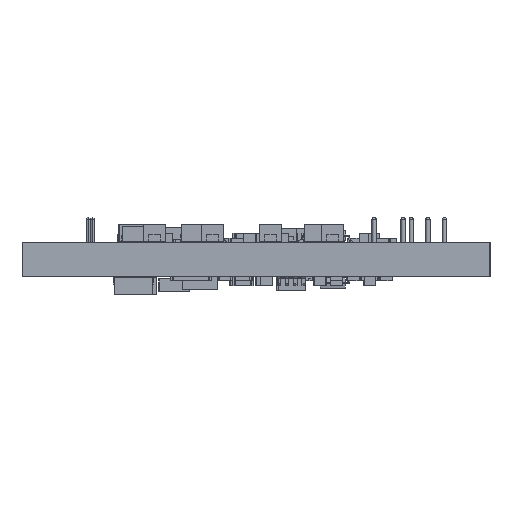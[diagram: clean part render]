
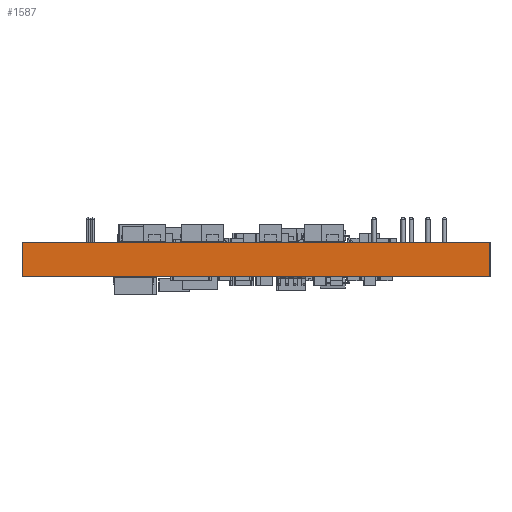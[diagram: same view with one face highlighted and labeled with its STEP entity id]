
A CAD part, left-side view. The second image highlights one B-rep face of the part: STEP entity #1587.
In plain terms, the highlighted planar face has unit normal (-1, 0, 0).
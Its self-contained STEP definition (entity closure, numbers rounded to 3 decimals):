
#1531 = VERTEX_POINT('',#1532);
#1532 = CARTESIAN_POINT('',(-66.04,29.21,2.616));
#1538 = EDGE_CURVE('',#1539,#1531,#1541,.T.);
#1539 = VERTEX_POINT('',#1540);
#1540 = CARTESIAN_POINT('',(-66.04,29.21,-2.616));
#1541 = LINE('',#1542,#1543);
#1542 = CARTESIAN_POINT('',(-66.04,29.21,-2.616));
#1543 = VECTOR('',#1544,1.);
#1544 = DIRECTION('',(0.,0.,1.));
#1587 = ADVANCED_FACE('',(#1588),#1613,.F.);
#1588 = FACE_BOUND('',#1589,.F.);
#1589 = EDGE_LOOP('',(#1590,#1591,#1599,#1607));
#1590 = ORIENTED_EDGE('',*,*,#1538,.T.);
#1591 = ORIENTED_EDGE('',*,*,#1592,.T.);
#1592 = EDGE_CURVE('',#1531,#1593,#1595,.T.);
#1593 = VERTEX_POINT('',#1594);
#1594 = CARTESIAN_POINT('',(-66.04,-42.545,2.616));
#1595 = LINE('',#1596,#1597);
#1596 = CARTESIAN_POINT('',(-66.04,29.21,2.616));
#1597 = VECTOR('',#1598,1.);
#1598 = DIRECTION('',(0.,-1.,0.));
#1599 = ORIENTED_EDGE('',*,*,#1600,.F.);
#1600 = EDGE_CURVE('',#1601,#1593,#1603,.T.);
#1601 = VERTEX_POINT('',#1602);
#1602 = CARTESIAN_POINT('',(-66.04,-42.545,-2.616));
#1603 = LINE('',#1604,#1605);
#1604 = CARTESIAN_POINT('',(-66.04,-42.545,-2.616));
#1605 = VECTOR('',#1606,1.);
#1606 = DIRECTION('',(0.,0.,1.));
#1607 = ORIENTED_EDGE('',*,*,#1608,.F.);
#1608 = EDGE_CURVE('',#1539,#1601,#1609,.T.);
#1609 = LINE('',#1610,#1611);
#1610 = CARTESIAN_POINT('',(-66.04,29.21,-2.616));
#1611 = VECTOR('',#1612,1.);
#1612 = DIRECTION('',(0.,-1.,0.));
#1613 = PLANE('',#1614);
#1614 = AXIS2_PLACEMENT_3D('',#1615,#1616,#1617);
#1615 = CARTESIAN_POINT('',(-66.04,29.21,-2.616));
#1616 = DIRECTION('',(1.,0.,0.));
#1617 = DIRECTION('',(0.,-1.,0.));
